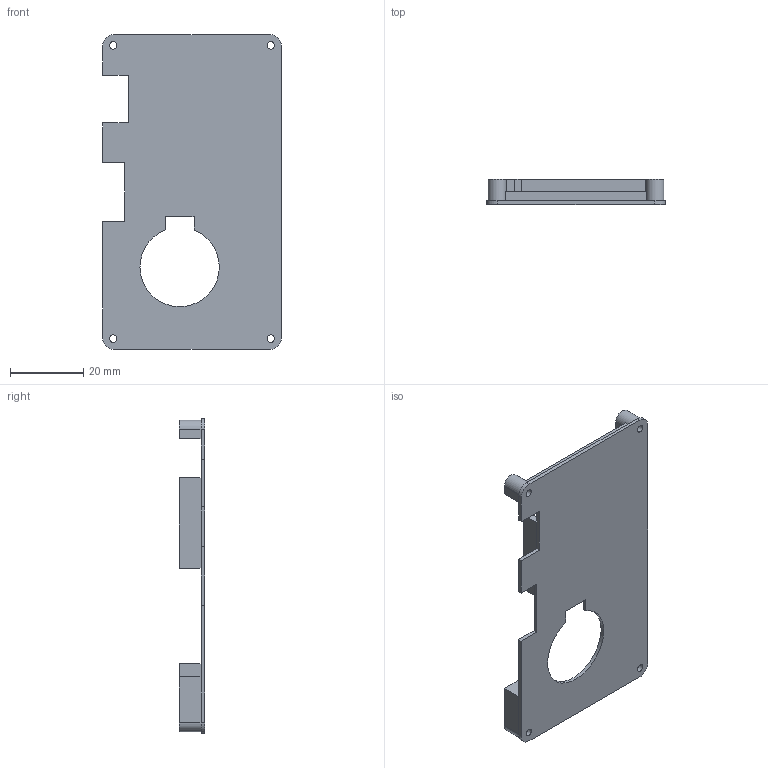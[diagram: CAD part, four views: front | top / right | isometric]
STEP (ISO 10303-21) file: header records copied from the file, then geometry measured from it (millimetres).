
FILE_DESCRIPTION(/* description */ (''),/* implementation_level */ '2;1');
FILE_NAME(/* name */ 'my_back_metric.stp',/* time_stamp */ '2023-08-09T20:56:05-05:00',/* author */ ('kar'),/* organization */ (''),/* preprocessor_version */ 'ST-DEVELOPER v19',/* originating_system */ 'Autodesk Inventor 2023',/* authorisation */ '');
FILE_SCHEMA (('AUTOMOTIVE_DESIGN { 1 0 10303 214 3 1 1 }'));
Length unit declared in the file: millimetre
Products named in the file (1): my_back_metric
Bounding box: 48.7 x 6.9 x 85.6 mm (x, y, z)
Volume: 6286.7 mm3; surface area: 9267.6 mm2
Topology: 1 solids, 1 shells, 55 faces, 185 edges, 183 vertices
Faces by surface type: plane 42, cylinder 13
Full cylindrical faces by diameter (mm): 2 x4
Entity records: 1977 total; most frequent: CARTESIAN_POINT 390, DIRECTION 308, ORIENTED_EDGE 300, EDGE_CURVE 150, LINE 122, VECTOR 122, VERTEX_POINT 100, AXIS2_PLACEMENT_3D 93
